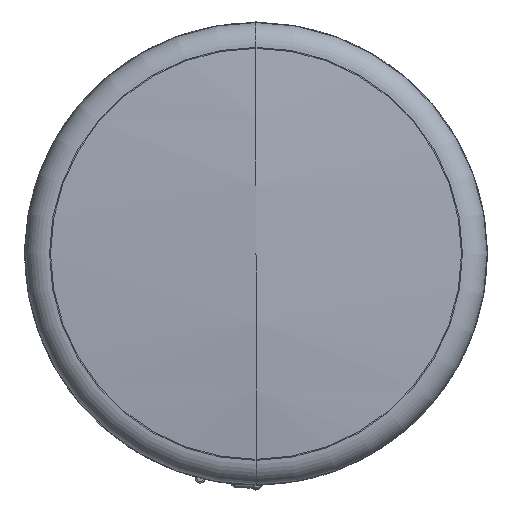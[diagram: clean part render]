
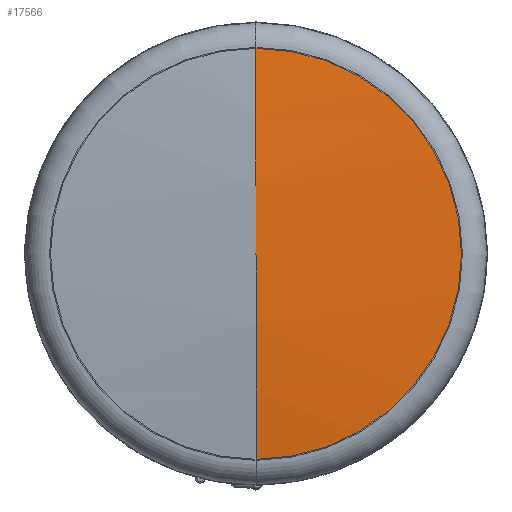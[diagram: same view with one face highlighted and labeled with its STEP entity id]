
A CAD part, front view. The second image highlights one B-rep face of the part: STEP entity #17566.
In plain terms, the highlighted spherical face has radius 242.803 mm.
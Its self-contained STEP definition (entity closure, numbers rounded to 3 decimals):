
#2427=CARTESIAN_POINT('',(0.,-202.65,0.));
#2428=DIRECTION('',(0.,1.,0.));
#2429=DIRECTION('',(0.,0.,1.));
#2430=AXIS2_PLACEMENT_3D('',#2427,#2428,#2429);
#2437=CARTESIAN_POINT('',(0.,38.153,0.));
#2438=DIRECTION('',(1.,0.,0.));
#2439=DIRECTION('',(0.,-0.992,0.128));
#2440=AXIS2_PLACEMENT_3D('',#2437,#2438,#2439);
#2442=CARTESIAN_POINT('',(0.,38.153,0.));
#2443=DIRECTION('',(-1.,0.,0.));
#2444=DIRECTION('',(0.,-0.992,-0.128));
#2445=AXIS2_PLACEMENT_3D('',#2442,#2443,#2444);
#15196=CARTESIAN_POINT('',(0.,-202.65,31.1));
#15197=CARTESIAN_POINT('',(0.,-202.65,-31.1));
#15198=VERTEX_POINT('',#15196);
#15199=VERTEX_POINT('',#15197);
#15200=CARTESIAN_POINT('',(0.,-204.65,0.));
#15201=VERTEX_POINT('',#15200);
#17554=CARTESIAN_POINT('',(0.,38.153,0.));
#17555=DIRECTION('',(0.,-1.,0.));
#17556=DIRECTION('',(0.,0.,-1.));
#17557=AXIS2_PLACEMENT_3D('',#17554,#17555,#17556);
#17558=SPHERICAL_SURFACE('',#17557,242.803);
#17559=ORIENTED_EDGE('',*,*,#17547,.T.);
#17561=ORIENTED_EDGE('',*,*,#17560,.T.);
#17563=ORIENTED_EDGE('',*,*,#17562,.F.);
#17564=EDGE_LOOP('',(#17559,#17561,#17563));
#17565=FACE_OUTER_BOUND('',#17564,.F.);
#17566=ADVANCED_FACE('',(#17565),#17558,.T.);
#2431=CIRCLE('',#2430,31.1);
#2441=CIRCLE('',#2440,242.803);
#2446=CIRCLE('',#2445,242.803);
#17547=EDGE_CURVE('',#15198,#15199,#2431,.T.);
#17560=EDGE_CURVE('',#15199,#15201,#2446,.T.);
#17562=EDGE_CURVE('',#15198,#15201,#2441,.T.);
